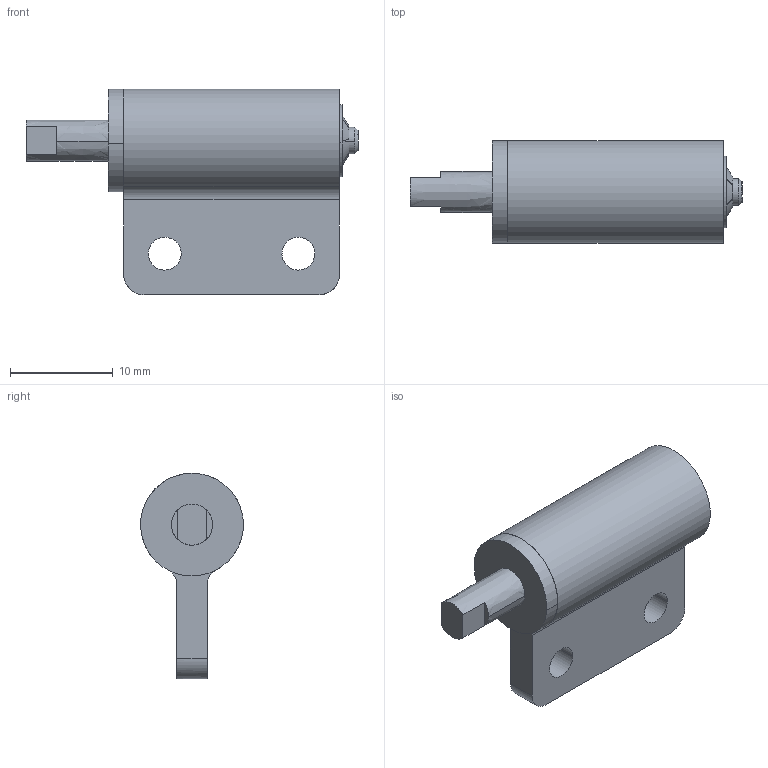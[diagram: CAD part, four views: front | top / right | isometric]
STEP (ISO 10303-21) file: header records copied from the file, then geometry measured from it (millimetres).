
FILE_DESCRIPTION((''),'2;1');
FILE_NAME('','2005-04-20T09:09:12',(''),(''),'','CADfix','');
FILE_SCHEMA(('AUTOMOTIVE_DESIGN'));
Length unit declared in the file: millimetre
Products named in the file (4): shaft; retainer; case; TH_134_3_4007_36
Assembly tree (3 placements, depth 2):
  TH_134_3_4007_36
    shaft
    retainer
    case
Bounding box: 32.3 x 10 x 20 mm (x, y, z)
Volume: 2137.7 mm3; surface area: 2315.4 mm2
Topology: 3 solids, 3 shells, 83 faces, 242 edges, 168 vertices
Faces by surface type: bspline 83
Entity records: 2894 total; most frequent: CARTESIAN_POINT 1462, ORIENTED_EDGE 484, EDGE_CURVE 242, VERTEX_POINT 168, QUASI_UNIFORM_CURVE 120, EDGE_LOOP 94, FACE_OUTER_BOUND 83, ADVANCED_FACE 83
